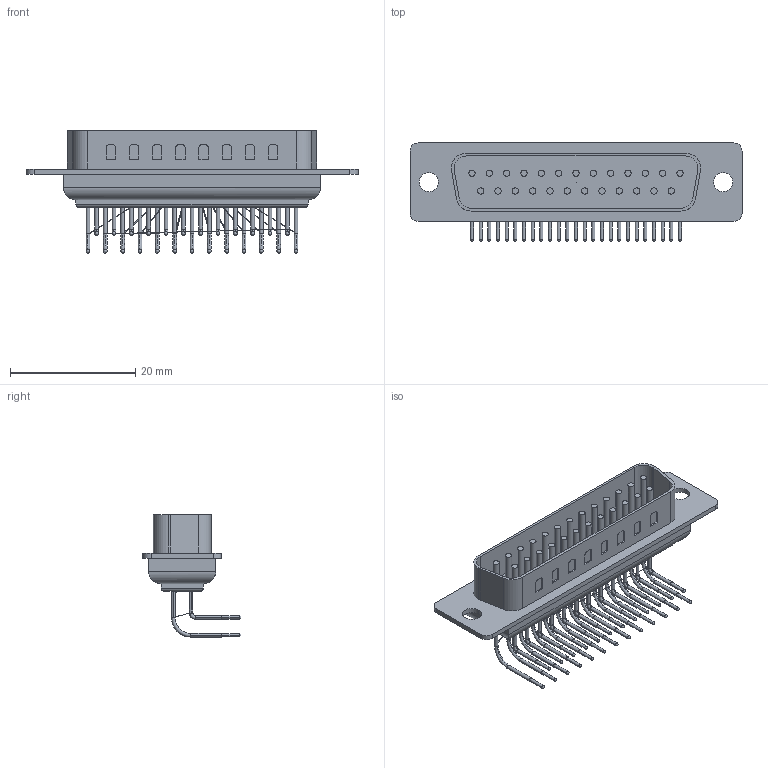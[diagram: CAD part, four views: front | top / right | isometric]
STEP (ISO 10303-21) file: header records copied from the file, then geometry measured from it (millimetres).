
FILE_DESCRIPTION(('STEP AP214'),'1');
FILE_NAME('connector_a-df_25aa_z.stp','2015-03-23T11:58:48',('TraceParts'),('TraceParts S.A.'),'XStep 1.0',' ',' ');
FILE_SCHEMA(('automotive_design'));
Length unit declared in the file: millimetre
Products named in the file (1): 1
Bounding box: 53.05 x 15.67 x 19.54 mm (x, y, z)
Volume: 2978.5 mm3; surface area: 4087.3 mm2
Topology: 1 solids, 1 shells, 591 faces, 1527 edges, 982 vertices
Faces by surface type: cylinder 310, plane 206, torus 50, sphere 25
Entity records: 35789 total; most frequent: CARTESIAN_POINT 4167, DIRECTION 3268, STYLED_ITEM 3042, PRESENTATION_STYLE_ASSIGNMENT 3042, COLOUR_RGB 3042, ORIENTED_EDGE 2954, EDGE_CURVE 1477, CURVE_STYLE 1473
